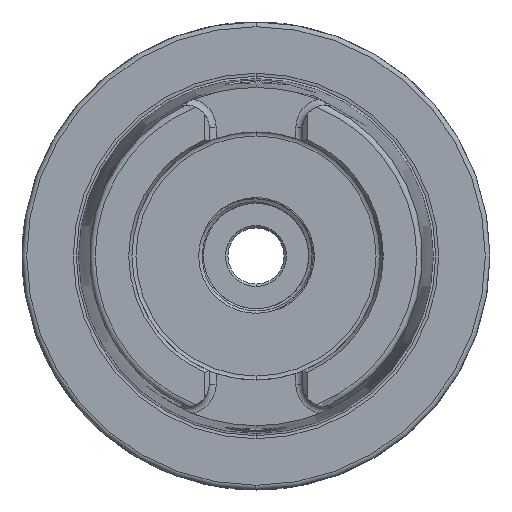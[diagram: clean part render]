
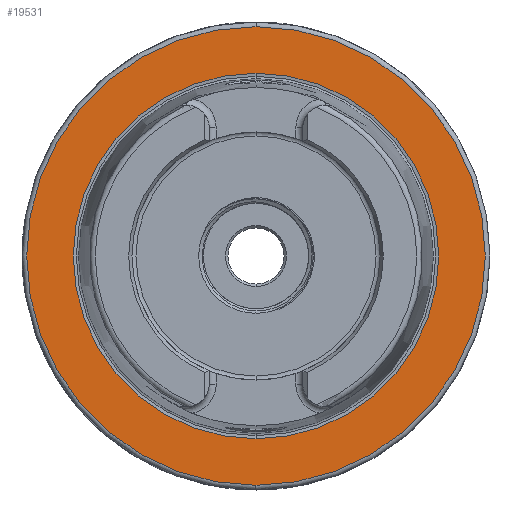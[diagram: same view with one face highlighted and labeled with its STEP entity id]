
A CAD part, left-side view. The second image highlights one B-rep face of the part: STEP entity #19531.
In plain terms, the highlighted planar face has unit normal (-1, 0, 0).
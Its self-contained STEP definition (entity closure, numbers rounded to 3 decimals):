
#3248 = CARTESIAN_POINT ( 'NONE',  ( 0., 39.054, 0. ) ) ;
#3253 = DIRECTION ( 'NONE',  ( -1., 0., 0. ) ) ;
#3260 = PLANE ( 'NONE',  #8272 ) ;
#3261 = DIRECTION ( 'NONE',  ( 0., 0., 1. ) ) ;
#7999 = ORIENTED_EDGE ( 'NONE', *, *, #20790, .T. ) ;
#8010 = ORIENTED_EDGE ( 'NONE', *, *, #18563, .T. ) ;
#8039 = ORIENTED_EDGE ( 'NONE', *, *, #20501, .T. ) ;
#8064 = ORIENTED_EDGE ( 'NONE', *, *, #20791, .T. ) ;
#8179 = AXIS2_PLACEMENT_3D ( 'NONE', #29747, #29734, #29763 ) ;
#8186 = AXIS2_PLACEMENT_3D ( 'NONE', #29725, #29750, #29732 ) ;
#8272 = AXIS2_PLACEMENT_3D ( 'NONE', #3248, #3253, #3261 ) ;
#8478 = AXIS2_PLACEMENT_3D ( 'NONE', #8605, #8587, #8618 ) ;
#8587 = DIRECTION ( 'NONE',  ( 1., 0., 0. ) ) ;
#8605 = CARTESIAN_POINT ( 'NONE',  ( 0., 0., 0. ) ) ;
#8618 = DIRECTION ( 'NONE',  ( 0., 0., -1. ) ) ;
#9044 = CARTESIAN_POINT ( 'NONE',  ( 0., 0., 49. ) ) ;
#9055 = CARTESIAN_POINT ( 'NONE',  ( 0., 0., 39.054 ) ) ;
#9063 = CARTESIAN_POINT ( 'NONE',  ( 0., 0., -39.054 ) ) ;
#9065 = CARTESIAN_POINT ( 'NONE',  ( 0., 0., -49. ) ) ;
#9685 = EDGE_LOOP ( 'NONE', ( #8010, #8064 ) ) ;
#9700 = EDGE_LOOP ( 'NONE', ( #8039, #7999 ) ) ;
#17696 = VERTEX_POINT ( 'NONE', #9044 ) ;
#17699 = VERTEX_POINT ( 'NONE', #9065 ) ;
#17726 = VERTEX_POINT ( 'NONE', #9055 ) ;
#17741 = VERTEX_POINT ( 'NONE', #9063 ) ;
#18307 = CIRCLE ( 'NONE', #8478, 39.054 ) ;
#18563 = EDGE_CURVE ( 'NONE', #17696, #17699, #19958, .T. ) ;
#18586 = CIRCLE ( 'NONE', #8186, 49. ) ;
#18698 = CIRCLE ( 'NONE', #8179, 39.054 ) ;
#18773 = DIRECTION ( 'NONE',  ( 0., 0., 1. ) ) ;
#18774 = CARTESIAN_POINT ( 'NONE',  ( 0., 0., 0. ) ) ;
#18847 = DIRECTION ( 'NONE',  ( -1., 0., 0. ) ) ;
#19531 = ADVANCED_FACE ( 'NONE', ( #20185, #20167 ), #3260, .T. ) ;
#19958 = CIRCLE ( 'NONE', #20513, 49. ) ;
#20167 = FACE_BOUND ( 'NONE', #9700, .T. ) ;
#20185 = FACE_OUTER_BOUND ( 'NONE', #9685, .T. ) ;
#20501 = EDGE_CURVE ( 'NONE', #17726, #17741, #18307, .T. ) ;
#20513 = AXIS2_PLACEMENT_3D ( 'NONE', #18774, #18847, #18773 ) ;
#20790 = EDGE_CURVE ( 'NONE', #17741, #17726, #18698, .T. ) ;
#20791 = EDGE_CURVE ( 'NONE', #17699, #17696, #18586, .T. ) ;
#29725 = CARTESIAN_POINT ( 'NONE',  ( 0., 0., 0. ) ) ;
#29732 = DIRECTION ( 'NONE',  ( 0., 0., 1. ) ) ;
#29734 = DIRECTION ( 'NONE',  ( 1., 0., 0. ) ) ;
#29747 = CARTESIAN_POINT ( 'NONE',  ( 0., 0., 0. ) ) ;
#29750 = DIRECTION ( 'NONE',  ( -1., 0., 0. ) ) ;
#29763 = DIRECTION ( 'NONE',  ( 0., 0., -1. ) ) ;
